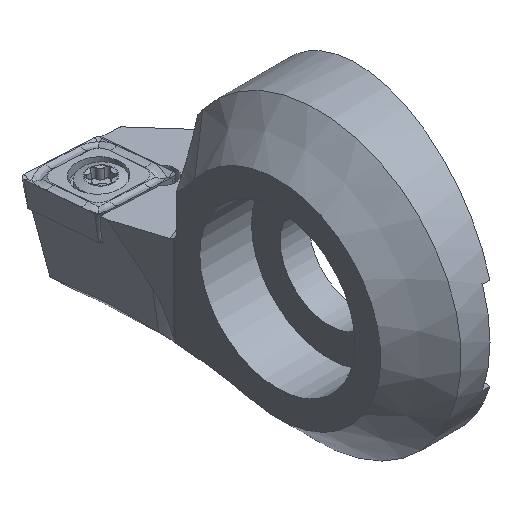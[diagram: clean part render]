
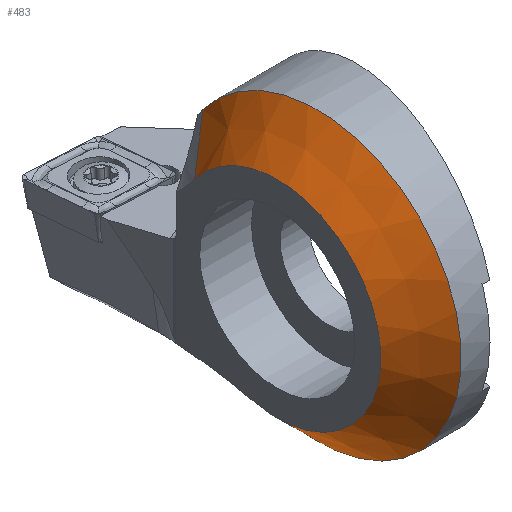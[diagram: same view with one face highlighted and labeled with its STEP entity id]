
A CAD part, isometric view. The second image highlights one B-rep face of the part: STEP entity #483.
In plain terms, the highlighted conical face has half-angle 45 degrees and reference radius 12.5 mm.
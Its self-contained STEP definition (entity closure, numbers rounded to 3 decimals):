
#18 = CIRCLE ( 'NONE', #2658, 9. ) ;
#187 = CARTESIAN_POINT ( 'NONE',  ( -3.5, 0., 0. ) ) ;
#308 = ORIENTED_EDGE ( 'NONE', *, *, #3388, .F. ) ;
#329 = LINE ( 'NONE', #1415, #1086 ) ;
#374 = CARTESIAN_POINT ( 'NONE',  ( -7., 2.025, -8.769 ) ) ;
#483 = ADVANCED_FACE ( 'NONE', ( #2329 ), #1094, .T. ) ;
#549 = CARTESIAN_POINT ( 'NONE',  ( -7., 0., 0. ) ) ;
#743 = DIRECTION ( 'NONE',  ( 0., 0., -1. ) ) ;
#801 = EDGE_CURVE ( 'NONE', #1362, #2762, #1856, .T. ) ;
#1086 = VECTOR ( 'NONE', #2478, 1000. ) ;
#1094 = CONICAL_SURFACE ( 'NONE', #2952, 12.5, 0.785 ) ;
#1234 = ORIENTED_EDGE ( 'NONE', *, *, #801, .F. ) ;
#1287 = VERTEX_POINT ( 'NONE', #1912 ) ;
#1362 = VERTEX_POINT ( 'NONE', #1744 ) ;
#1415 = CARTESIAN_POINT ( 'NONE',  ( -7., 7.2, 5.4 ) ) ;
#1512 = CIRCLE ( 'NONE', #1861, 12.5 ) ;
#1543 = DIRECTION ( 'NONE',  ( 1., 0., 0. ) ) ;
#1597 = DIRECTION ( 'NONE',  ( -1., 0., 0. ) ) ;
#1619 = DIRECTION ( 'NONE',  ( 0., 0., -1. ) ) ;
#1744 = CARTESIAN_POINT ( 'NONE',  ( -3.5, 2.812, -12.18 ) ) ;
#1792 = VERTEX_POINT ( 'NONE', #3195 ) ;
#1856 = LINE ( 'NONE', #3360, #2705 ) ;
#1861 = AXIS2_PLACEMENT_3D ( 'NONE', #3075, #2507, #1997 ) ;
#1912 = CARTESIAN_POINT ( 'NONE',  ( -3.5, 10., 7.5 ) ) ;
#1997 = DIRECTION ( 'NONE',  ( 0., 0., 1. ) ) ;
#2329 = FACE_OUTER_BOUND ( 'NONE', #2503, .T. ) ;
#2431 = ORIENTED_EDGE ( 'NONE', *, *, #2995, .T. ) ;
#2478 = DIRECTION ( 'NONE',  ( -0.707, -0.566, -0.424 ) ) ;
#2503 = EDGE_LOOP ( 'NONE', ( #1234, #2431, #3063, #308 ) ) ;
#2507 = DIRECTION ( 'NONE',  ( -1., 0., 0. ) ) ;
#2658 = AXIS2_PLACEMENT_3D ( 'NONE', #549, #1597, #1619 ) ;
#2705 = VECTOR ( 'NONE', #2819, 1000. ) ;
#2762 = VERTEX_POINT ( 'NONE', #374 ) ;
#2819 = DIRECTION ( 'NONE',  ( -0.707, -0.159, 0.689 ) ) ;
#2901 = EDGE_CURVE ( 'NONE', #1287, #1792, #329, .T. ) ;
#2952 = AXIS2_PLACEMENT_3D ( 'NONE', #187, #1543, #743 ) ;
#2995 = EDGE_CURVE ( 'NONE', #1362, #1287, #1512, .T. ) ;
#3063 = ORIENTED_EDGE ( 'NONE', *, *, #2901, .T. ) ;
#3075 = CARTESIAN_POINT ( 'NONE',  ( -3.5, 0., 0. ) ) ;
#3195 = CARTESIAN_POINT ( 'NONE',  ( -7., 7.2, 5.4 ) ) ;
#3360 = CARTESIAN_POINT ( 'NONE',  ( -9.05, 1.563, -6.772 ) ) ;
#3388 = EDGE_CURVE ( 'NONE', #2762, #1792, #18, .T. ) ;
